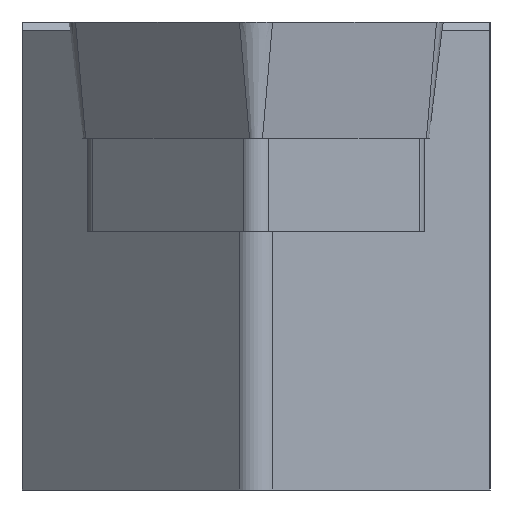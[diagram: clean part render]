
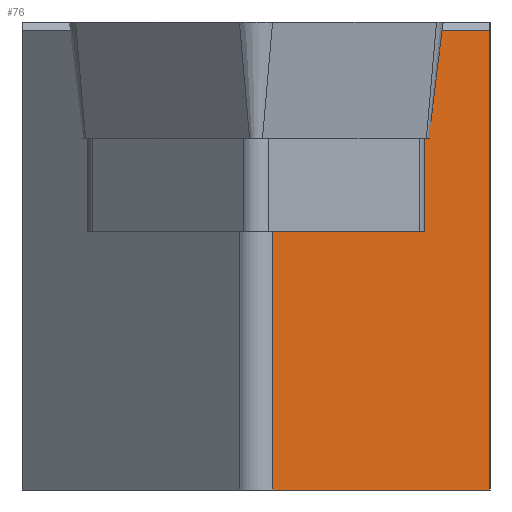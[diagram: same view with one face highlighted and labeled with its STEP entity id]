
A CAD part, left-side view. The second image highlights one B-rep face of the part: STEP entity #76.
In plain terms, the highlighted planar face has unit normal (-0.707, -0.707, 0).
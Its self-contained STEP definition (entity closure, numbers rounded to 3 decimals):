
#52=PLANE('',#584);
#76=ADVANCED_FACE('',(#109),#52,.F.);
#109=FACE_OUTER_BOUND('',#138,.T.);
#138=EDGE_LOOP('',(#315,#316,#317,#318,#319,#320,#321,#322));
#160=LINE('',#770,#219);
#164=LINE('',#785,#223);
#168=LINE('',#796,#227);
#176=LINE('',#814,#235);
#177=LINE('',#816,#236);
#178=LINE('',#818,#237);
#179=LINE('',#820,#238);
#180=LINE('',#822,#239);
#219=VECTOR('',#619,1.);
#223=VECTOR('',#633,1.);
#227=VECTOR('',#643,1.);
#235=VECTOR('',#661,1.);
#236=VECTOR('',#662,1.);
#237=VECTOR('',#663,1.);
#238=VECTOR('',#664,1.);
#239=VECTOR('',#665,1.);
#315=ORIENTED_EDGE('',*,*,#479,.F.);
#316=ORIENTED_EDGE('',*,*,#486,.T.);
#317=ORIENTED_EDGE('',*,*,#501,.F.);
#318=ORIENTED_EDGE('',*,*,#502,.F.);
#319=ORIENTED_EDGE('',*,*,#503,.F.);
#320=ORIENTED_EDGE('',*,*,#504,.F.);
#321=ORIENTED_EDGE('',*,*,#505,.T.);
#322=ORIENTED_EDGE('',*,*,#492,.T.);
#429=VERTEX_POINT('',#769);
#430=VERTEX_POINT('',#771);
#436=VERTEX_POINT('',#786);
#440=VERTEX_POINT('',#797);
#445=VERTEX_POINT('',#815);
#446=VERTEX_POINT('',#817);
#447=VERTEX_POINT('',#819);
#448=VERTEX_POINT('',#821);
#479=EDGE_CURVE('',#429,#430,#160,.T.);
#486=EDGE_CURVE('',#429,#436,#164,.T.);
#492=EDGE_CURVE('',#440,#430,#168,.T.);
#501=EDGE_CURVE('',#445,#436,#176,.T.);
#502=EDGE_CURVE('',#446,#445,#177,.T.);
#503=EDGE_CURVE('',#447,#446,#178,.T.);
#504=EDGE_CURVE('',#448,#447,#179,.T.);
#505=EDGE_CURVE('',#448,#440,#180,.T.);
#584=AXIS2_PLACEMENT_3D('',#823,#666,#667);
#619=DIRECTION('',(0.,0.,1.));
#633=DIRECTION('',(-0.707,0.707,0.));
#643=DIRECTION('',(0.707,-0.707,0.));
#661=DIRECTION('',(0.,0.,1.));
#662=DIRECTION('',(-0.707,0.707,0.));
#663=DIRECTION('',(0.,0.,-1.));
#664=DIRECTION('',(0.707,-0.707,0.));
#665=DIRECTION('',(-0.086,0.086,-0.993));
#666=DIRECTION('',(0.707,0.707,0.));
#667=DIRECTION('',(-0.707,0.707,0.));
#769=CARTESIAN_POINT('',(7.069,-13.761,-7.15));
#770=CARTESIAN_POINT('',(7.069,-13.761,-3.97));
#771=CARTESIAN_POINT('',(7.069,-13.761,-3.97));
#785=CARTESIAN_POINT('',(6.752,-13.445,-7.15));
#786=CARTESIAN_POINT('',(1.873,-8.566,-7.15));
#796=CARTESIAN_POINT('',(6.752,-13.445,-3.97));
#797=CARTESIAN_POINT('',(7.044,-13.737,-3.97));
#814=CARTESIAN_POINT('',(1.873,-8.566,-30.));
#815=CARTESIAN_POINT('',(1.873,-8.566,-16.));
#816=CARTESIAN_POINT('',(9.308,-16.,-16.));
#817=CARTESIAN_POINT('',(9.308,-16.,-16.));
#818=CARTESIAN_POINT('',(9.308,-16.,-30.));
#819=CARTESIAN_POINT('',(9.308,-16.,-0.3));
#820=CARTESIAN_POINT('',(9.308,-16.,-0.3));
#821=CARTESIAN_POINT('',(7.363,-14.055,-0.3));
#822=CARTESIAN_POINT('',(7.044,-13.737,-3.97));
#823=CARTESIAN_POINT('',(9.308,-16.,-30.));
